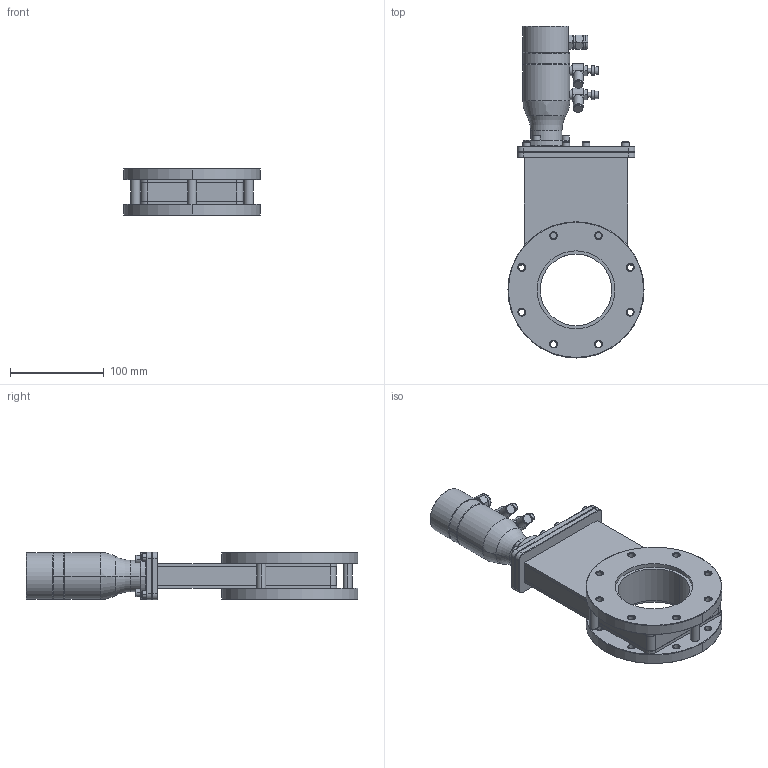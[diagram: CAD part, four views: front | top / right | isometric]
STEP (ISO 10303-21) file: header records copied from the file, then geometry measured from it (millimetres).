
FILE_DESCRIPTION((''),'2;1');
FILE_NAME('11212-0303R','2009-02-13T',('jd'),(''),'PRO/ENGINEER BY PARAMETRIC TECHNOLOGY CORPORATION, 2008400','PRO/ENGINEER BY PARAMETRIC TECHNOLOGY CORPORATION, 2008400','');
FILE_SCHEMA(('CONFIG_CONTROL_DESIGN'));
Length unit declared in the file: inch
Products named in the file (1): 11212-0303R
Bounding box: 145.01 x 353.48 x 50.55 mm (x, y, z)
Volume: 1010106.8 mm3; surface area: 135021.3 mm2
Topology: 1 solids, 17 shells, 513 faces, 1215 edges, 754 vertices
Faces by surface type: plane 232, cylinder 161, cone 114, torus 4, bspline 2
Entity records: 15679 total; most frequent: CARTESIAN_POINT 3477, DIRECTION 2706, ORIENTED_EDGE 2366, EDGE_CURVE 1215, AXIS2_PLACEMENT_3D 1043, VERTEX_POINT 754, VECTOR 620, LINE 620
